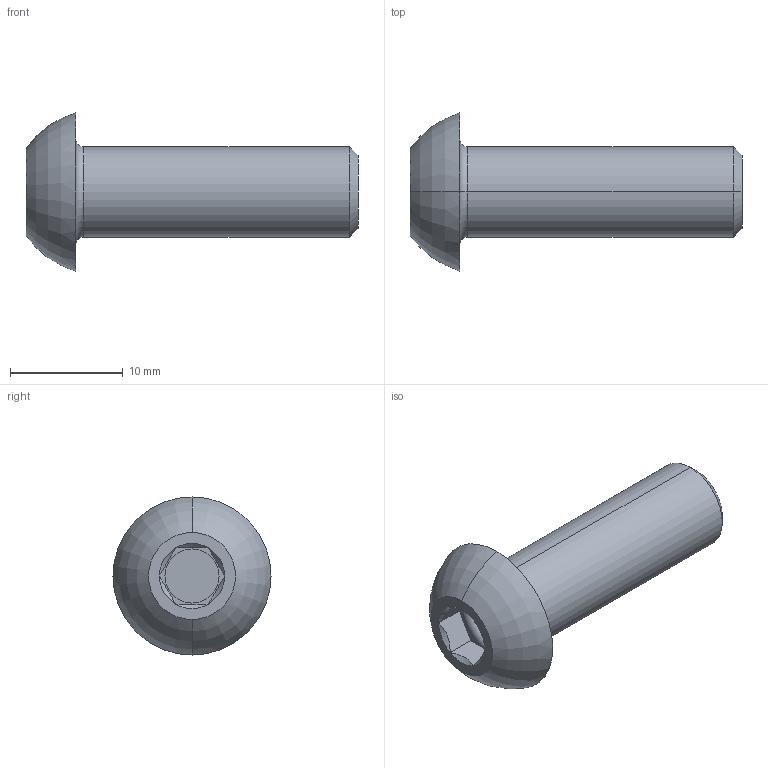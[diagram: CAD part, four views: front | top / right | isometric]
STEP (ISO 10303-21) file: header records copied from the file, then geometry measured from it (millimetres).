
FILE_DESCRIPTION(('HOOPS Exchange Step'),'2;1');
FILE_NAME('export-EC64F4E7-BE12-4509-A6A6-E571B050170E.stp','2020-10-12T08:37:50+02:00',('Engineering'),('Alibre'),'HOOPS Exchange 2020.0','Alibre','Unknown authorisation');
FILE_SCHEMA( ('AP242_MANAGED_MODEL_BASED_3D_ENGINEERING_MIM_LF {1 0 10303 442 1 1 4 }') );
Length unit declared in the file: millimetre
Products named in the file (1): 5341 M8x25 Bolt ISO-7380-1 - 10.9
Bounding box: 29.4 x 14 x 14 mm (x, y, z)
Surface area: 1031 mm2 (no closed solid volume)
Topology: 0 solids, 20 shells, 24 faces, 79 edges, 71 vertices
Faces by surface type: plane 10, cone 8, torus 4, cylinder 2
Entity records: 986 total; most frequent: CARTESIAN_POINT 203, DIRECTION 156, ORIENTED_EDGE 87, EDGE_CURVE 79, VERTEX_POINT 71, AXIS2_PLACEMENT_3D 64, STYLED_ITEM 40, CIRCLE 38
